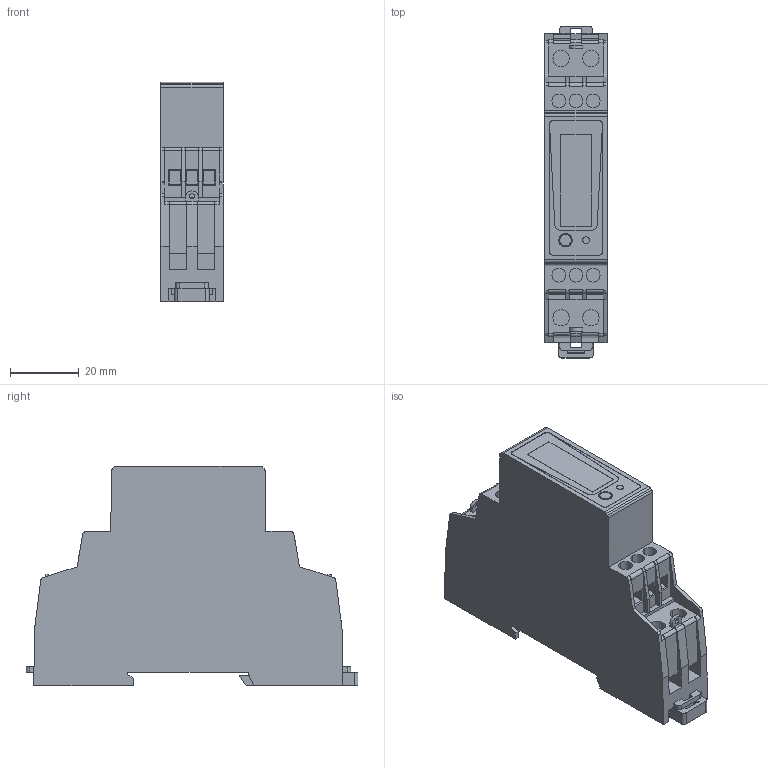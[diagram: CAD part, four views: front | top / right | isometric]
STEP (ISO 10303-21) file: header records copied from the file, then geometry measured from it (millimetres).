
FILE_DESCRIPTION(('CATIA V5 STEP Exchange','CAx-IF Rec.Pracs.--- Model Styling and Organization---1.4--- 2014-01-23'),'2;1');
FILE_NAME ('D1498320_2', '2023-05-22T11:51:04+00:00', ('none'), ('Weidmueller'), 'CATIA Version 5-6 Release 2016 SP3 HF44', 'CATIA V5 STEP AP214', 'none');
FILE_SCHEMA(('AUTOMOTIVE_DESIGN { 1 0 10303 214 1 1 1 1 }'));
Length unit declared in the file: millimetre
Products named in the file (1): S3D_EM111_RTU_2P
Bounding box: 18.14 x 96.75 x 64 mm (x, y, z)
Volume: 76056.7 mm3; surface area: 19086.6 mm2
Topology: 6 solids, 6 shells, 353 faces, 938 edges, 618 vertices
Faces by surface type: plane 259, cylinder 65, extrusion 27, torus 2
Entity records: 11056 total; most frequent: CARTESIAN_POINT 2555, ORIENTED_EDGE 1876, DIRECTION 1261, EDGE_CURVE 938, VECTOR 706, LINE 679, VERTEX_POINT 618, EDGE_LOOP 388
